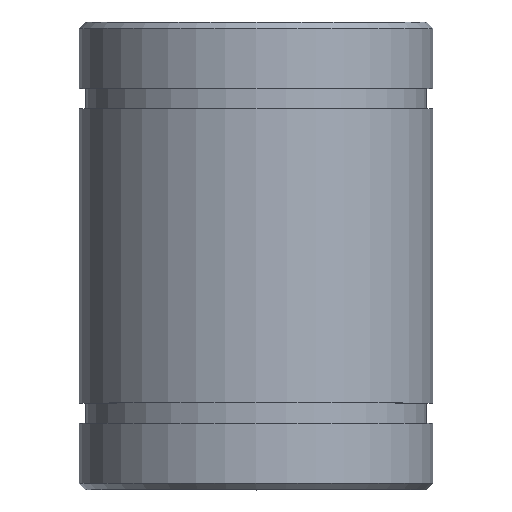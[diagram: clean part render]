
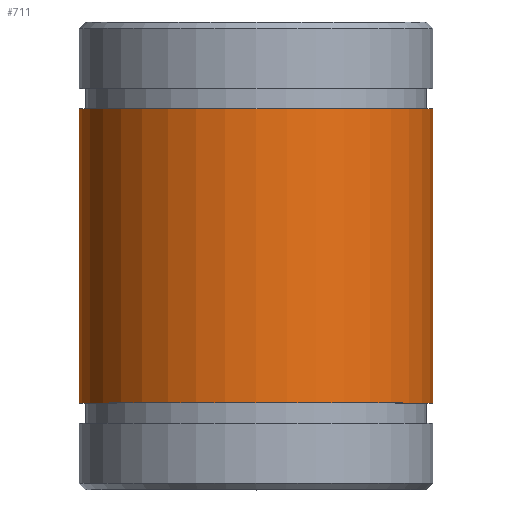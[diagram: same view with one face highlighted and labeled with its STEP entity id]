
A CAD part, top view. The second image highlights one B-rep face of the part: STEP entity #711.
In plain terms, the highlighted cylindrical face has radius 14 mm (diameter 28 mm), a partial arc.
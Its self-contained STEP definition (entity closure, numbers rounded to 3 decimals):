
#40 = FACE_OUTER_BOUND ( 'NONE', #177, .T. ) ;
#65 = EDGE_CURVE ( 'NONE', #1098, #1942, #1043, .T. ) ;
#120 = CARTESIAN_POINT ( 'NONE',  ( -14., -11.65, 0. ) ) ;
#174 = ORIENTED_EDGE ( 'NONE', *, *, #1824, .T. ) ;
#177 = EDGE_LOOP ( 'NONE', ( #174, #1920, #680, #270 ) ) ;
#270 = ORIENTED_EDGE ( 'NONE', *, *, #1808, .F. ) ;
#300 = CARTESIAN_POINT ( 'NONE',  ( 0., -11.65, 0. ) ) ;
#342 = AXIS2_PLACEMENT_3D ( 'NONE', #713, #1783, #1193 ) ;
#536 = EDGE_CURVE ( 'NONE', #1640, #1942, #1062, .T. ) ;
#646 = CIRCLE ( 'NONE', #1088, 14. ) ;
#673 = VECTOR ( 'NONE', #913, 1000. ) ;
#680 = ORIENTED_EDGE ( 'NONE', *, *, #536, .F. ) ;
#699 = LINE ( 'NONE', #1268, #673 ) ;
#711 = ADVANCED_FACE ( 'NONE', ( #40 ), #1853, .T. ) ;
#713 = CARTESIAN_POINT ( 'NONE',  ( 0., 18.5, 0. ) ) ;
#739 = CARTESIAN_POINT ( 'NONE',  ( 14., 18.5, 0. ) ) ;
#913 = DIRECTION ( 'NONE',  ( 0., 1., 0. ) ) ;
#942 = VERTEX_POINT ( 'NONE', #120 ) ;
#1043 = LINE ( 'NONE', #739, #1837 ) ;
#1062 = CIRCLE ( 'NONE', #1974, 14. ) ;
#1088 = AXIS2_PLACEMENT_3D ( 'NONE', #300, #1848, #2005 ) ;
#1098 = VERTEX_POINT ( 'NONE', #1280 ) ;
#1173 = CARTESIAN_POINT ( 'NONE',  ( 0., 11.65, 0. ) ) ;
#1193 = DIRECTION ( 'NONE',  ( -1., 0., 0. ) ) ;
#1241 = DIRECTION ( 'NONE',  ( -1., 0., 0. ) ) ;
#1268 = CARTESIAN_POINT ( 'NONE',  ( -14., 18.5, 0. ) ) ;
#1280 = CARTESIAN_POINT ( 'NONE',  ( 14., -11.65, 0. ) ) ;
#1347 = CARTESIAN_POINT ( 'NONE',  ( 14., 11.65, 0. ) ) ;
#1640 = VERTEX_POINT ( 'NONE', #1655 ) ;
#1655 = CARTESIAN_POINT ( 'NONE',  ( -14., 11.65, 0. ) ) ;
#1783 = DIRECTION ( 'NONE',  ( 0., 1., 0. ) ) ;
#1808 = EDGE_CURVE ( 'NONE', #942, #1640, #699, .T. ) ;
#1824 = EDGE_CURVE ( 'NONE', #942, #1098, #646, .T. ) ;
#1837 = VECTOR ( 'NONE', #1996, 1000. ) ;
#1848 = DIRECTION ( 'NONE',  ( 0., 1., 0. ) ) ;
#1853 = CYLINDRICAL_SURFACE ( 'NONE', #342, 14. ) ;
#1920 = ORIENTED_EDGE ( 'NONE', *, *, #65, .T. ) ;
#1942 = VERTEX_POINT ( 'NONE', #1347 ) ;
#1974 = AXIS2_PLACEMENT_3D ( 'NONE', #1173, #1994, #1241 ) ;
#1994 = DIRECTION ( 'NONE',  ( 0., 1., 0. ) ) ;
#1996 = DIRECTION ( 'NONE',  ( 0., 1., 0. ) ) ;
#2005 = DIRECTION ( 'NONE',  ( -1., 0., 0. ) ) ;
